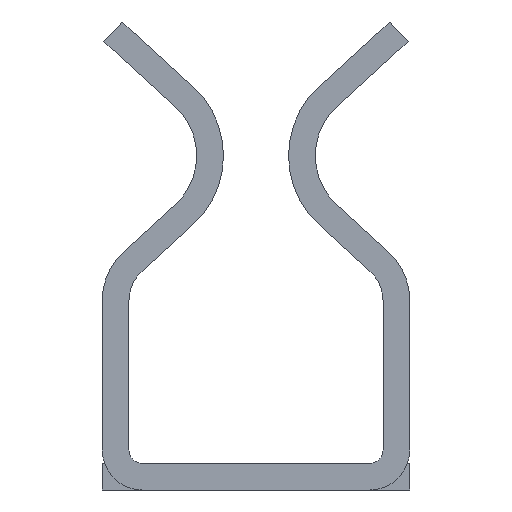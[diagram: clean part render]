
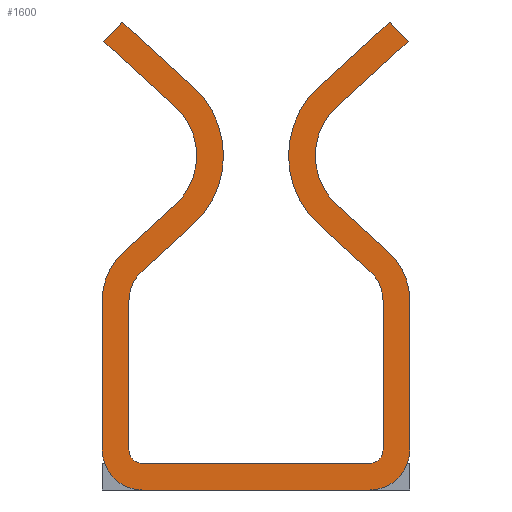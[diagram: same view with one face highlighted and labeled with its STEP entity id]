
A CAD part, left-side view. The second image highlights one B-rep face of the part: STEP entity #1600.
In plain terms, the highlighted planar face has unit normal (-1, 0, 0).
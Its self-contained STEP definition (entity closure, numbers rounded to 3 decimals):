
#630=CARTESIAN_POINT('',(-4.4,-0.607,2.87));
#631=VERTEX_POINT('',#630);
#632=CARTESIAN_POINT('',(-4.4,-0.607,2.13));
#633=VERTEX_POINT('',#632);
#634=CARTESIAN_POINT('',(-4.4,-0.943,2.5));
#635=DIRECTION('',(-1.0,0.0,0.0));
#636=DIRECTION('',(0.0,1.0,0.0));
#637=AXIS2_PLACEMENT_3D('',#634,#635,#636);
#638=CIRCLE('',#637,0.5);
#639=EDGE_CURVE('',#631,#633,#638,.T.);
#672=CARTESIAN_POINT('',(-4.4,-0.986,1.785));
#673=VERTEX_POINT('',#672);
#674=CARTESIAN_POINT('',(-4.4,-0.607,2.13));
#675=DIRECTION('',(0.0,-0.74,-0.673));
#676=VECTOR('',#675,0.513);
#677=LINE('',#674,#676);
#678=EDGE_CURVE('',#633,#673,#677,.T.);
#703=CARTESIAN_POINT('',(-4.4,-1.15,1.415));
#704=VERTEX_POINT('',#703);
#705=CARTESIAN_POINT('',(-4.4,-0.65,1.415));
#706=DIRECTION('',(1.0,0.0,0.0));
#707=DIRECTION('',(0.0,-0.915,0.405));
#708=AXIS2_PLACEMENT_3D('',#705,#706,#707);
#709=CIRCLE('',#708,0.5);
#710=EDGE_CURVE('',#673,#704,#709,.T.);
#736=CARTESIAN_POINT('',(-4.4,-1.15,0.3));
#737=VERTEX_POINT('',#736);
#738=CARTESIAN_POINT('',(-4.4,-1.15,1.415));
#739=DIRECTION('',(0.0,0.0,-1.0));
#740=VECTOR('',#739,1.115);
#741=LINE('',#738,#740);
#742=EDGE_CURVE('',#704,#737,#741,.T.);
#767=CARTESIAN_POINT('',(-4.4,-0.85,0.0));
#768=VERTEX_POINT('',#767);
#769=CARTESIAN_POINT('',(-4.4,-0.85,0.3));
#770=DIRECTION('',(1.0,0.0,0.0));
#771=DIRECTION('',(0.0,-0.707,-0.707));
#772=AXIS2_PLACEMENT_3D('',#769,#770,#771);
#773=CIRCLE('',#772,0.3);
#774=EDGE_CURVE('',#737,#768,#773,.T.);
#800=CARTESIAN_POINT('',(-4.4,-0.85,0.2));
#801=VERTEX_POINT('',#800);
#802=CARTESIAN_POINT('',(-4.4,-0.95,0.3));
#803=VERTEX_POINT('',#802);
#804=CARTESIAN_POINT('',(-4.4,-0.85,0.3));
#805=DIRECTION('',(-1.0,0.0,0.0));
#806=DIRECTION('',(0.0,-0.707,-0.707));
#807=AXIS2_PLACEMENT_3D('',#804,#805,#806);
#808=CIRCLE('',#807,0.1);
#809=EDGE_CURVE('',#801,#803,#808,.T.);
#842=CARTESIAN_POINT('',(-4.4,-0.95,1.415));
#843=VERTEX_POINT('',#842);
#844=CARTESIAN_POINT('',(-4.4,-0.95,0.3));
#845=DIRECTION('',(0.0,0.0,1.0));
#846=VECTOR('',#845,1.115);
#847=LINE('',#844,#846);
#848=EDGE_CURVE('',#803,#843,#847,.T.);
#873=CARTESIAN_POINT('',(-4.4,-0.852,1.637));
#874=VERTEX_POINT('',#873);
#875=CARTESIAN_POINT('',(-4.4,-0.65,1.415));
#876=DIRECTION('',(-1.0,0.0,0.0));
#877=DIRECTION('',(0.0,-0.915,0.405));
#878=AXIS2_PLACEMENT_3D('',#875,#876,#877);
#879=CIRCLE('',#878,0.3);
#880=EDGE_CURVE('',#843,#874,#879,.T.);
#906=CARTESIAN_POINT('',(-4.4,-0.472,1.982));
#907=VERTEX_POINT('',#906);
#908=CARTESIAN_POINT('',(-4.4,-0.852,1.637));
#909=DIRECTION('',(0.0,0.74,0.673));
#910=VECTOR('',#909,0.513);
#911=LINE('',#908,#910);
#912=EDGE_CURVE('',#874,#907,#911,.T.);
#937=CARTESIAN_POINT('',(-4.4,-0.472,3.018));
#938=VERTEX_POINT('',#937);
#939=CARTESIAN_POINT('',(-4.4,-0.943,2.5));
#940=DIRECTION('',(1.0,0.0,0.0));
#941=DIRECTION('',(0.0,1.0,0.0));
#942=AXIS2_PLACEMENT_3D('',#939,#940,#941);
#943=CIRCLE('',#942,0.7);
#944=EDGE_CURVE('',#907,#938,#943,.T.);
#970=CARTESIAN_POINT('',(-4.4,-1.003,3.5));
#971=VERTEX_POINT('',#970);
#972=CARTESIAN_POINT('',(-4.4,-0.472,3.018));
#973=DIRECTION('',(0.0,-0.74,0.673));
#974=VECTOR('',#973,0.717);
#975=LINE('',#972,#974);
#976=EDGE_CURVE('',#938,#971,#975,.T.);
#1001=CARTESIAN_POINT('',(-4.4,-1.137,3.352));
#1002=VERTEX_POINT('',#1001);
#1003=CARTESIAN_POINT('',(-4.4,-1.003,3.5));
#1004=DIRECTION('',(0.0,-0.673,-0.74));
#1005=VECTOR('',#1004,0.2);
#1006=LINE('',#1003,#1005);
#1007=EDGE_CURVE('',#971,#1002,#1006,.T.);
#1032=CARTESIAN_POINT('',(-4.4,-1.137,3.352));
#1033=DIRECTION('',(0.0,0.74,-0.673));
#1034=VECTOR('',#1033,0.717);
#1035=LINE('',#1032,#1034);
#1036=EDGE_CURVE('',#1002,#631,#1035,.T.);
#1054=CARTESIAN_POINT('',(-4.4,1.137,3.352));
#1055=VERTEX_POINT('',#1054);
#1056=CARTESIAN_POINT('',(-4.4,1.003,3.5));
#1057=VERTEX_POINT('',#1056);
#1058=CARTESIAN_POINT('',(-4.4,1.137,3.352));
#1059=DIRECTION('',(0.0,-0.673,0.74));
#1060=VECTOR('',#1059,0.2);
#1061=LINE('',#1058,#1060);
#1062=EDGE_CURVE('',#1055,#1057,#1061,.T.);
#1094=CARTESIAN_POINT('',(-4.4,0.472,3.018));
#1095=VERTEX_POINT('',#1094);
#1096=CARTESIAN_POINT('',(-4.4,1.003,3.5));
#1097=DIRECTION('',(0.0,-0.74,-0.673));
#1098=VECTOR('',#1097,0.717);
#1099=LINE('',#1096,#1098);
#1100=EDGE_CURVE('',#1057,#1095,#1099,.T.);
#1125=CARTESIAN_POINT('',(-4.4,0.472,1.982));
#1126=VERTEX_POINT('',#1125);
#1127=CARTESIAN_POINT('',(-4.4,0.943,2.5));
#1128=DIRECTION('',(1.0,0.0,0.0));
#1129=DIRECTION('',(0.0,-1.0,0.0));
#1130=AXIS2_PLACEMENT_3D('',#1127,#1128,#1129);
#1131=CIRCLE('',#1130,0.7);
#1132=EDGE_CURVE('',#1095,#1126,#1131,.T.);
#1158=CARTESIAN_POINT('',(-4.4,0.852,1.637));
#1159=VERTEX_POINT('',#1158);
#1160=CARTESIAN_POINT('',(-4.4,0.472,1.982));
#1161=DIRECTION('',(0.0,0.74,-0.673));
#1162=VECTOR('',#1161,0.513);
#1163=LINE('',#1160,#1162);
#1164=EDGE_CURVE('',#1126,#1159,#1163,.T.);
#1189=CARTESIAN_POINT('',(-4.4,0.95,1.415));
#1190=VERTEX_POINT('',#1189);
#1191=CARTESIAN_POINT('',(-4.4,0.65,1.415));
#1192=DIRECTION('',(-1.0,0.0,0.0));
#1193=DIRECTION('',(0.0,0.915,0.405));
#1194=AXIS2_PLACEMENT_3D('',#1191,#1192,#1193);
#1195=CIRCLE('',#1194,0.3);
#1196=EDGE_CURVE('',#1159,#1190,#1195,.T.);
#1222=CARTESIAN_POINT('',(-4.4,0.95,0.3));
#1223=VERTEX_POINT('',#1222);
#1224=CARTESIAN_POINT('',(-4.4,0.95,1.415));
#1225=DIRECTION('',(0.0,0.0,-1.0));
#1226=VECTOR('',#1225,1.115);
#1227=LINE('',#1224,#1226);
#1228=EDGE_CURVE('',#1190,#1223,#1227,.T.);
#1253=CARTESIAN_POINT('',(-4.4,0.85,0.2));
#1254=VERTEX_POINT('',#1253);
#1255=CARTESIAN_POINT('',(-4.4,0.85,0.3));
#1256=DIRECTION('',(-1.0,0.0,0.0));
#1257=DIRECTION('',(0.0,0.707,-0.707));
#1258=AXIS2_PLACEMENT_3D('',#1255,#1256,#1257);
#1259=CIRCLE('',#1258,0.1);
#1260=EDGE_CURVE('',#1223,#1254,#1259,.T.);
#1286=CARTESIAN_POINT('',(-4.4,0.85,0.2));
#1287=DIRECTION('',(0.0,-1.0,0.0));
#1288=VECTOR('',#1287,1.7);
#1289=LINE('',#1286,#1288);
#1290=EDGE_CURVE('',#1254,#801,#1289,.T.);
#1314=CARTESIAN_POINT('',(-4.4,0.85,0.0));
#1315=VERTEX_POINT('',#1314);
#1316=CARTESIAN_POINT('',(-4.4,-0.85,0.));
#1317=DIRECTION('',(0.0,1.0,0.0));
#1318=VECTOR('',#1317,1.7);
#1319=LINE('',#1316,#1318);
#1320=EDGE_CURVE('',#768,#1315,#1319,.T.);
#1351=CARTESIAN_POINT('',(-4.4,1.15,0.3));
#1352=VERTEX_POINT('',#1351);
#1353=CARTESIAN_POINT('',(-4.4,0.85,0.3));
#1354=DIRECTION('',(1.0,0.0,0.0));
#1355=DIRECTION('',(0.0,0.707,-0.707));
#1356=AXIS2_PLACEMENT_3D('',#1353,#1354,#1355);
#1357=CIRCLE('',#1356,0.3);
#1358=EDGE_CURVE('',#1315,#1352,#1357,.T.);
#1384=CARTESIAN_POINT('',(-4.4,1.15,1.415));
#1385=VERTEX_POINT('',#1384);
#1386=CARTESIAN_POINT('',(-4.4,1.15,0.3));
#1387=DIRECTION('',(0.0,0.0,1.0));
#1388=VECTOR('',#1387,1.115);
#1389=LINE('',#1386,#1388);
#1390=EDGE_CURVE('',#1352,#1385,#1389,.T.);
#1415=CARTESIAN_POINT('',(-4.4,0.986,1.785));
#1416=VERTEX_POINT('',#1415);
#1417=CARTESIAN_POINT('',(-4.4,0.65,1.415));
#1418=DIRECTION('',(1.0,0.0,0.0));
#1419=DIRECTION('',(0.0,0.915,0.405));
#1420=AXIS2_PLACEMENT_3D('',#1417,#1418,#1419);
#1421=CIRCLE('',#1420,0.5);
#1422=EDGE_CURVE('',#1385,#1416,#1421,.T.);
#1448=CARTESIAN_POINT('',(-4.4,0.607,2.13));
#1449=VERTEX_POINT('',#1448);
#1450=CARTESIAN_POINT('',(-4.4,0.986,1.785));
#1451=DIRECTION('',(0.0,-0.74,0.673));
#1452=VECTOR('',#1451,0.513);
#1453=LINE('',#1450,#1452);
#1454=EDGE_CURVE('',#1416,#1449,#1453,.T.);
#1479=CARTESIAN_POINT('',(-4.4,0.607,2.87));
#1480=VERTEX_POINT('',#1479);
#1481=CARTESIAN_POINT('',(-4.4,0.943,2.5));
#1482=DIRECTION('',(-1.0,0.0,0.0));
#1483=DIRECTION('',(0.0,-1.0,0.0));
#1484=AXIS2_PLACEMENT_3D('',#1481,#1482,#1483);
#1485=CIRCLE('',#1484,0.5);
#1486=EDGE_CURVE('',#1449,#1480,#1485,.T.);
#1512=CARTESIAN_POINT('',(-4.4,0.607,2.87));
#1513=DIRECTION('',(0.0,0.74,0.673));
#1514=VECTOR('',#1513,0.717);
#1515=LINE('',#1512,#1514);
#1516=EDGE_CURVE('',#1480,#1055,#1515,.T.);
#1565=CARTESIAN_POINT('',(-4.4,0.725,1.53));
#1566=DIRECTION('',(1.0,0.0,0.0));
#1567=DIRECTION('',(0.0,0.0,-1.0));
#1568=AXIS2_PLACEMENT_3D('',#1565,#1566,#1567);
#1569=PLANE('',#1568);
#1570=ORIENTED_EDGE('',*,*,#1062,.F.);
#1571=ORIENTED_EDGE('',*,*,#1516,.F.);
#1572=ORIENTED_EDGE('',*,*,#1486,.F.);
#1573=ORIENTED_EDGE('',*,*,#1454,.F.);
#1574=ORIENTED_EDGE('',*,*,#1422,.F.);
#1575=ORIENTED_EDGE('',*,*,#1390,.F.);
#1576=ORIENTED_EDGE('',*,*,#1358,.F.);
#1577=ORIENTED_EDGE('',*,*,#1320,.F.);
#1578=ORIENTED_EDGE('',*,*,#774,.F.);
#1579=ORIENTED_EDGE('',*,*,#742,.F.);
#1580=ORIENTED_EDGE('',*,*,#710,.F.);
#1581=ORIENTED_EDGE('',*,*,#678,.F.);
#1582=ORIENTED_EDGE('',*,*,#639,.F.);
#1583=ORIENTED_EDGE('',*,*,#1036,.F.);
#1584=ORIENTED_EDGE('',*,*,#1007,.F.);
#1585=ORIENTED_EDGE('',*,*,#976,.F.);
#1586=ORIENTED_EDGE('',*,*,#944,.F.);
#1587=ORIENTED_EDGE('',*,*,#912,.F.);
#1588=ORIENTED_EDGE('',*,*,#880,.F.);
#1589=ORIENTED_EDGE('',*,*,#848,.F.);
#1590=ORIENTED_EDGE('',*,*,#809,.F.);
#1591=ORIENTED_EDGE('',*,*,#1290,.F.);
#1592=ORIENTED_EDGE('',*,*,#1260,.F.);
#1593=ORIENTED_EDGE('',*,*,#1228,.F.);
#1594=ORIENTED_EDGE('',*,*,#1196,.F.);
#1595=ORIENTED_EDGE('',*,*,#1164,.F.);
#1596=ORIENTED_EDGE('',*,*,#1132,.F.);
#1597=ORIENTED_EDGE('',*,*,#1100,.F.);
#1598=EDGE_LOOP('',(#1570,#1571,#1572,#1573,#1574,#1575,#1576,#1577,#1578,#1579,#1580,#1581,#1582,#1583,#1584,#1585,#1586,#1587,#1588,#1589,#1590,#1591,#1592,#1593,#1594,#1595,#1596,#1597));
#1599=FACE_OUTER_BOUND('',#1598,.T.);
#1600=ADVANCED_FACE('',(#1599),#1569,.F.);
